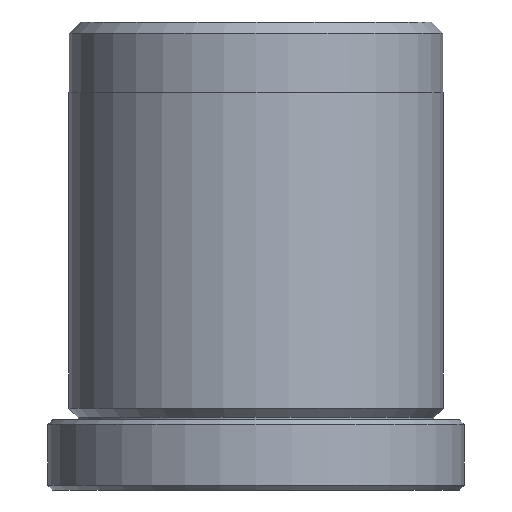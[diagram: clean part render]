
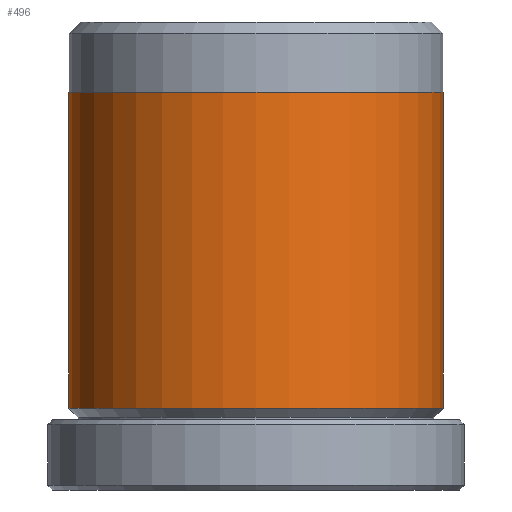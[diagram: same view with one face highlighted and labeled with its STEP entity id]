
A CAD part, front view. The second image highlights one B-rep face of the part: STEP entity #496.
In plain terms, the highlighted cylindrical face has radius 8 mm (diameter 16 mm), a partial arc.
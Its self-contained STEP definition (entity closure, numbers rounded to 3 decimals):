
#32 = CYLINDRICAL_SURFACE ( 'NONE', #1001, 8. ) ;
#100 = CIRCLE ( 'NONE', #1508, 8. ) ;
#157 = DIRECTION ( 'NONE',  ( 0., 0., 1. ) ) ;
#183 = VERTEX_POINT ( 'NONE', #1332 ) ;
#245 = CIRCLE ( 'NONE', #2424, 8. ) ;
#247 = EDGE_CURVE ( 'NONE', #1432, #1062, #2307, .T. ) ;
#293 = VECTOR ( 'NONE', #2170, 1000. ) ;
#297 = ORIENTED_EDGE ( 'NONE', *, *, #2052, .F. ) ;
#323 = DIRECTION ( 'NONE',  ( 1., 0., 0. ) ) ;
#361 = CARTESIAN_POINT ( 'NONE',  ( 8., 0., 3.5 ) ) ;
#424 = CARTESIAN_POINT ( 'NONE',  ( -8., 0., 17. ) ) ;
#496 = ADVANCED_FACE ( 'NONE', ( #544 ), #32, .T. ) ;
#544 = FACE_OUTER_BOUND ( 'NONE', #2490, .T. ) ;
#658 = ORIENTED_EDGE ( 'NONE', *, *, #1212, .F. ) ;
#721 = EDGE_CURVE ( 'NONE', #1738, #1062, #245, .T. ) ;
#964 = CARTESIAN_POINT ( 'NONE',  ( -8., 0., 20. ) ) ;
#1001 = AXIS2_PLACEMENT_3D ( 'NONE', #1378, #1352, #1386 ) ;
#1062 = VERTEX_POINT ( 'NONE', #1615 ) ;
#1212 = EDGE_CURVE ( 'NONE', #183, #1738, #1821, .T. ) ;
#1258 = CARTESIAN_POINT ( 'NONE',  ( 0., 0., 17. ) ) ;
#1332 = CARTESIAN_POINT ( 'NONE',  ( 8., 0., 17. ) ) ;
#1333 = DIRECTION ( 'NONE',  ( -1., 0., 0. ) ) ;
#1341 = DIRECTION ( 'NONE',  ( 0., 0., -1. ) ) ;
#1349 = CARTESIAN_POINT ( 'NONE',  ( 0., 0., 3.5 ) ) ;
#1352 = DIRECTION ( 'NONE',  ( 0., 0., -1. ) ) ;
#1378 = CARTESIAN_POINT ( 'NONE',  ( 0., 0., 20. ) ) ;
#1386 = DIRECTION ( 'NONE',  ( -1., 0., 0. ) ) ;
#1432 = VERTEX_POINT ( 'NONE', #424 ) ;
#1508 = AXIS2_PLACEMENT_3D ( 'NONE', #1258, #157, #323 ) ;
#1615 = CARTESIAN_POINT ( 'NONE',  ( -8., 0., 3.5 ) ) ;
#1729 = ORIENTED_EDGE ( 'NONE', *, *, #721, .F. ) ;
#1738 = VERTEX_POINT ( 'NONE', #361 ) ;
#1821 = LINE ( 'NONE', #2228, #293 ) ;
#2052 = EDGE_CURVE ( 'NONE', #1432, #183, #100, .T. ) ;
#2111 = VECTOR ( 'NONE', #2312, 1000. ) ;
#2170 = DIRECTION ( 'NONE',  ( 0., 0., -1. ) ) ;
#2200 = ORIENTED_EDGE ( 'NONE', *, *, #247, .T. ) ;
#2228 = CARTESIAN_POINT ( 'NONE',  ( 8., 0., 20. ) ) ;
#2307 = LINE ( 'NONE', #964, #2111 ) ;
#2312 = DIRECTION ( 'NONE',  ( 0., 0., -1. ) ) ;
#2424 = AXIS2_PLACEMENT_3D ( 'NONE', #1349, #1341, #1333 ) ;
#2490 = EDGE_LOOP ( 'NONE', ( #658, #297, #2200, #1729 ) ) ;
